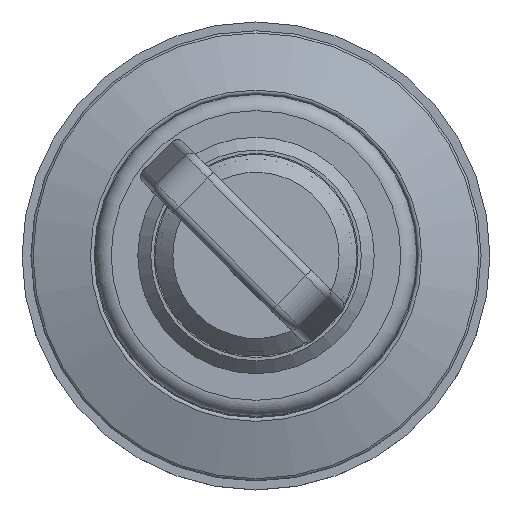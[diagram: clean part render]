
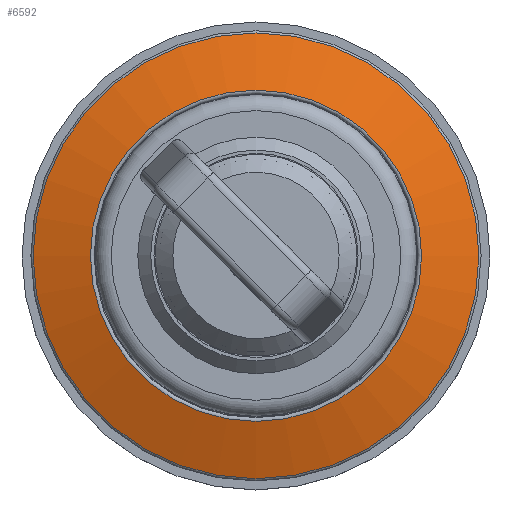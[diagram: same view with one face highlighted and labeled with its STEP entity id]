
A CAD part, top view. The second image highlights one B-rep face of the part: STEP entity #6592.
In plain terms, the highlighted conical face has half-angle 71.267 degrees and reference radius 12.107 mm.
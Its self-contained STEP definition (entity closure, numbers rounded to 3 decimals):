
#51=CONICAL_SURFACE('',#7090,12.107,1.244);
#445=FACE_OUTER_BOUND('',#839,.T.);
#839=EDGE_LOOP('',(#4766,#4767,#4768,#4769,#4770,#4771,#4772,#4773));
#1232=CIRCLE('',#7069,10.265);
#1233=CIRCLE('',#7070,10.265);
#1234=CIRCLE('',#7071,10.265);
#1244=CIRCLE('',#7091,13.814);
#1245=CIRCLE('',#7092,13.814);
#1246=CIRCLE('',#7093,13.814);
#1765=LINE('',#10533,#2269);
#2269=VECTOR('',#8074,12.107);
#2818=VERTEX_POINT('',#10433);
#2819=VERTEX_POINT('',#10435);
#2820=VERTEX_POINT('',#10437);
#2842=VERTEX_POINT('',#10532);
#2843=VERTEX_POINT('',#10534);
#2844=VERTEX_POINT('',#10536);
#3552=EDGE_CURVE('',#2818,#2819,#1232,.T.);
#3553=EDGE_CURVE('',#2819,#2820,#1233,.T.);
#3554=EDGE_CURVE('',#2820,#2818,#1234,.T.);
#3584=EDGE_CURVE('',#2820,#2842,#1765,.T.);
#3585=EDGE_CURVE('',#2843,#2842,#1244,.T.);
#3586=EDGE_CURVE('',#2844,#2843,#1245,.T.);
#3587=EDGE_CURVE('',#2842,#2844,#1246,.T.);
#4766=ORIENTED_EDGE('',*,*,#3553,.F.);
#4767=ORIENTED_EDGE('',*,*,#3552,.F.);
#4768=ORIENTED_EDGE('',*,*,#3554,.F.);
#4769=ORIENTED_EDGE('',*,*,#3584,.T.);
#4770=ORIENTED_EDGE('',*,*,#3585,.F.);
#4771=ORIENTED_EDGE('',*,*,#3586,.F.);
#4772=ORIENTED_EDGE('',*,*,#3587,.F.);
#4773=ORIENTED_EDGE('',*,*,#3584,.F.);
#6592=ADVANCED_FACE('',(#445),#51,.T.);
#7069=AXIS2_PLACEMENT_3D('',#10436,#8014,#8015);
#7070=AXIS2_PLACEMENT_3D('',#10438,#8016,#8017);
#7071=AXIS2_PLACEMENT_3D('',#10439,#8018,#8019);
#7090=AXIS2_PLACEMENT_3D('',#10531,#8072,#8073);
#7091=AXIS2_PLACEMENT_3D('',#10535,#8075,#8076);
#7092=AXIS2_PLACEMENT_3D('',#10537,#8077,#8078);
#7093=AXIS2_PLACEMENT_3D('',#10538,#8079,#8080);
#8014=DIRECTION('center_axis',(0.,0.,
1.));
#8015=DIRECTION('ref_axis',(1.,0.,0.));
#8016=DIRECTION('center_axis',(0.,0.,
1.));
#8017=DIRECTION('ref_axis',(1.,0.,0.));
#8018=DIRECTION('center_axis',(0.,0.,
1.));
#8019=DIRECTION('ref_axis',(1.,0.,0.));
#8072=DIRECTION('center_axis',(0.,0.,
-1.));
#8073=DIRECTION('ref_axis',(1.,0.,0.));
#8074=DIRECTION('',(-0.947,0.,-0.321));
#8075=DIRECTION('center_axis',(0.,0.,
-1.));
#8076=DIRECTION('ref_axis',(-1.,0.,0.));
#8077=DIRECTION('center_axis',(0.,0.,
-1.));
#8078=DIRECTION('ref_axis',(-1.,0.,0.));
#8079=DIRECTION('center_axis',(0.,0.,
-1.));
#8080=DIRECTION('ref_axis',(-1.,0.,0.));
#10433=CARTESIAN_POINT('',(0.,-10.265,12.));
#10435=CARTESIAN_POINT('',(10.265,0.,12.));
#10436=CARTESIAN_POINT('Origin',(0.,0.,
12.));
#10437=CARTESIAN_POINT('',(-10.265,0.,12.));
#10438=CARTESIAN_POINT('Origin',(0.,0.,
12.));
#10439=CARTESIAN_POINT('Origin',(0.,0.,
12.));
#10531=CARTESIAN_POINT('Origin',(0.,0.,
11.375));
#10532=CARTESIAN_POINT('',(-13.814,0.,10.796));
#10533=CARTESIAN_POINT('',(-12.107,0.,11.375));
#10534=CARTESIAN_POINT('',(0.,-13.814,10.796));
#10535=CARTESIAN_POINT('Origin',(0.,0.,
10.796));
#10536=CARTESIAN_POINT('',(13.814,0.,10.796));
#10537=CARTESIAN_POINT('Origin',(0.,0.,
10.796));
#10538=CARTESIAN_POINT('Origin',(0.,0.,
10.796));
